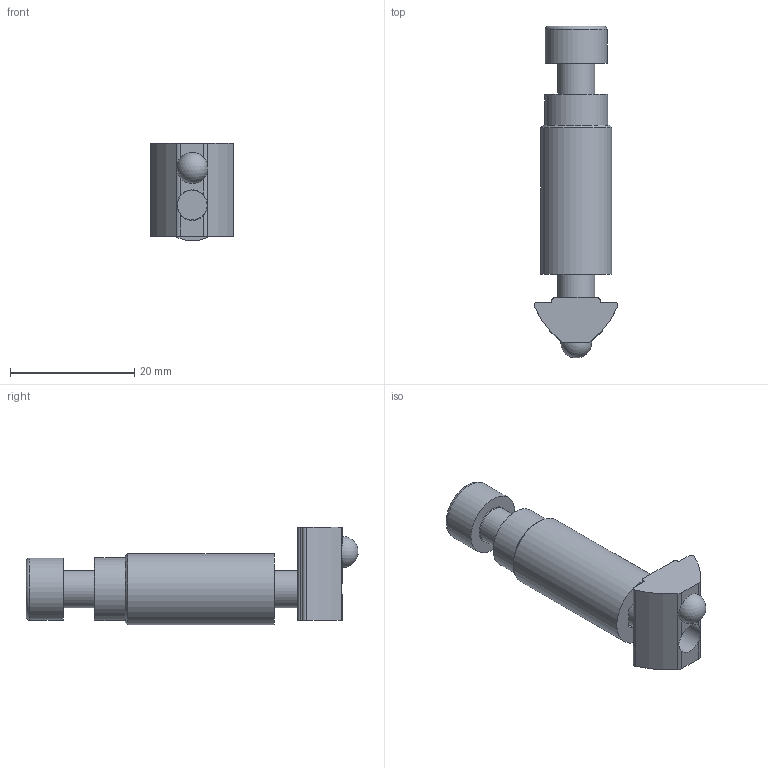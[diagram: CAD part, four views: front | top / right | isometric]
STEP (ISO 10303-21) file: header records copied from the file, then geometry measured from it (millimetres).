
FILE_DESCRIPTION(/* description */ (''),/* implementation_level */ '2;1');
FILE_NAME(/* name */ '13048_KriTec_Systemverbindungssatz_8_Eco.stp',/* time_stamp */ '2014-11-18T16:20:55+01:00',/* author */ ('kostic'),/* organization */ (''),/* preprocessor_version */ 'ST-DEVELOPER v15.2',/* originating_system */ 'Autodesk Inventor 2014',/* authorisation */ '');
FILE_SCHEMA (('AUTOMOTIVE_DESIGN { 1 0 10303 214 3 1 1 }'));
Length unit declared in the file: millimetre
Products named in the file (7): Gewindehuelse_fuer_CEAV-E6; DIN 912 - M6 x 1 x 40 x 24; Klemmring CEAV-E6; NSK-15; Kugel 5; NSK86 -15; 13048_KriTec_Systemverbindungssatz_8_Eco
Bounding box: 13.5 x 53.5 x 15.75 mm (x, y, z)
Volume: 4378.3 mm3; surface area: 4015.1 mm2
Topology: 5 solids, 5 shells, 93 faces, 242 edges, 158 vertices
Faces by surface type: plane 61, cylinder 21, cone 6, torus 4, sphere 1
Full cylindrical faces by diameter (mm): 4.917 x1, 5 x1, 5.9 x1, 6 x1, 6.2 x1, 7.8 x1, 8 x1, 10 x1, 10.1 x1, 11.5 x1
Entity records: 2866 total; most frequent: CARTESIAN_POINT 523, DIRECTION 487, ORIENTED_EDGE 426, EDGE_CURVE 213, AXIS2_PLACEMENT_3D 179, VERTEX_POINT 151, LINE 129, VECTOR 129
